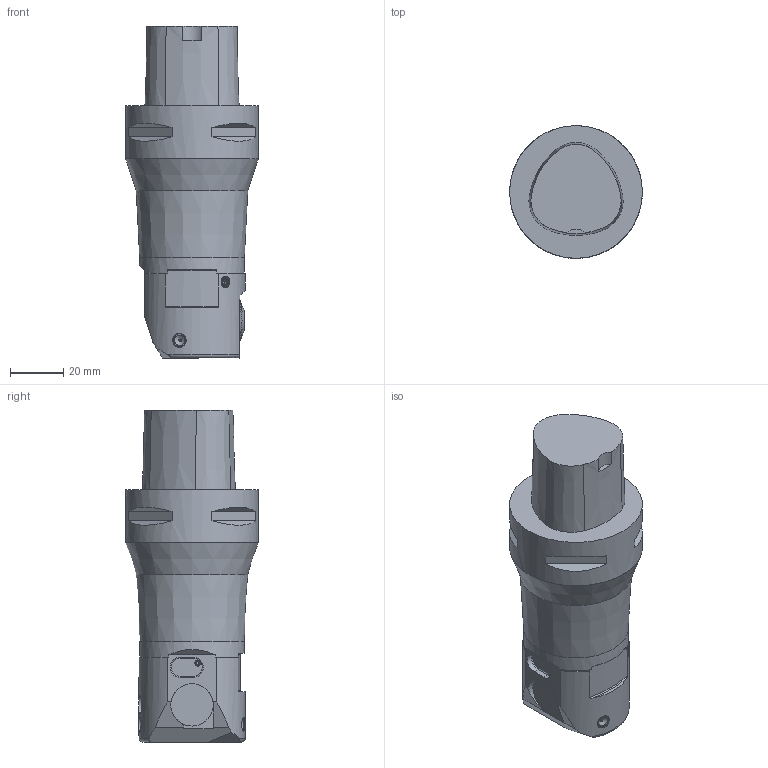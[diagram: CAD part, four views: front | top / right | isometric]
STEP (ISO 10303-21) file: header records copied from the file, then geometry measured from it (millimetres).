
FILE_DESCRIPTION(/* description */ (''),/* implementation_level */ '2;1');
FILE_NAME(/* name */ '1694594529538.stp',/* time_stamp */ '2023-09-13T10:42:15+02:00',/* author */ (''),/* organization */ ('SMS'),/* preprocessor_version */ 'ST-DEVELOPER v16.7',/* originating_system */ 'SIEMENS PLM Software NX 12.0',/* authorisation */ '');
FILE_SCHEMA (('AUTOMOTIVE_DESIGN { 1 0 10303 214 3 1 1 1 }'));
Length unit declared in the file: millimetre
Products named in the file (1): 111166110mod000_02
Bounding box: 50 x 50 x 125 mm (x, y, z)
Volume: 162010.3 mm3; surface area: 22952.1 mm2
Topology: 2 solids, 2 shells, 347 faces, 956 edges, 635 vertices
Faces by surface type: plane 280, cylinder 32, cone 26, torus 6, sphere 3
Full cylindrical faces by diameter (mm): 1 x1, 1.6 x1, 2.16 x1, 2.2 x1, 3.055 x1, 3.3 x1, 3.52 x1, 3.6 x1, 4.2 x1, 5 x1, 5.25 x1, 6 x1, 6.015 x1, 7 x1, 16 x2, 39.47 x1, 49.98 x1, 50 x1
Entity records: 11210 total; most frequent: CARTESIAN_POINT 2820, ORIENTED_EDGE 1796, DIRECTION 1572, EDGE_CURVE 898, VERTEX_POINT 609, LINE 536, VECTOR 536, AXIS2_PLACEMENT_3D 518
